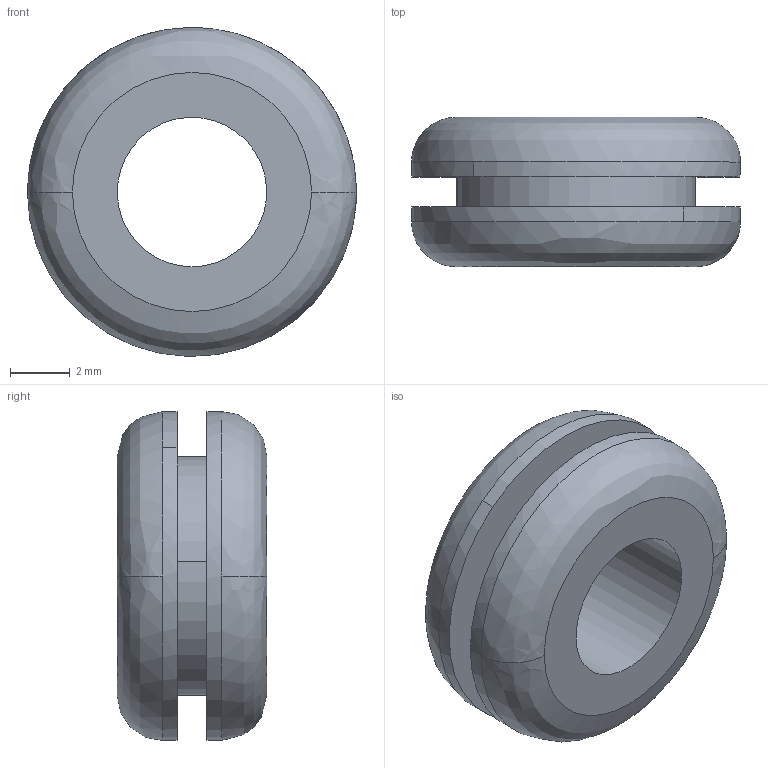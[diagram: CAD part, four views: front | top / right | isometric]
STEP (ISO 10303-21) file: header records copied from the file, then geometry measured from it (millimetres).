
FILE_DESCRIPTION( (''), '2;1');
FILE_NAME ('PC50.12492.TM_KG_115_CRUL_7703.stp','2019-12-19T11:12:04',(''),(''),'spGate 15.6.1','','');
FILE_SCHEMA (('AUTOMOTIVE_DESIGN'));
Length unit declared in the file: millimetre
Bounding box: 11 x 5 x 11 mm (x, y, z)
Volume: 301 mm3; surface area: 435.9 mm2
Topology: 1 solids, 1 shells, 16 faces, 49 edges, 37 vertices
Faces by surface type: cylinder 8, plane 4, bspline 4
Entity records: 1052 total; most frequent: CARTESIAN_POINT 218, DIRECTION 98, ORIENTED_EDGE 98, COLOUR_RGB 66, PRESENTATION_STYLE_ASSIGNMENT 66, STYLED_ITEM 66, AXIS2_PLACEMENT_3D 49, EDGE_CURVE 49
